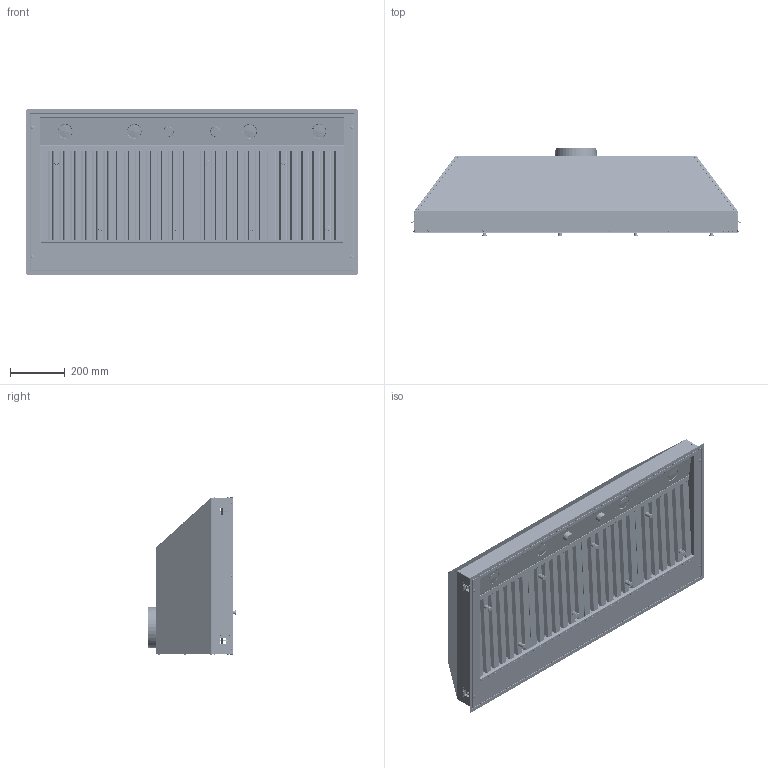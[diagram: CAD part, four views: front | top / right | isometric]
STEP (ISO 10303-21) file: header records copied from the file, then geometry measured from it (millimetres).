
FILE_DESCRIPTION((''),'2;1');
FILE_NAME('35B_738_ASM','2017-05-11T',('MN049'),(''),'PRO/ENGINEER BY PARAMETRIC TECHNOLOGY CORPORATION, 2014200','PRO/ENGINEER BY PARAMETRIC TECHNOLOGY CORPORATION, 2014200','');
FILE_SCHEMA(('CONFIG_CONTROL_DESIGN'));
Products named in the file (37): 35B_005; 35B_011; 35B_017; 35B_043; 35B_026; RVT_003; 35B_712_ASM; 35B_023; G05_042; 35B_704_ASM; 35B_728_ASM; CMM_029; CME_FARETTO_220V; 35B_799_ASM; 35B_791_ASM; 178_055; 178_056; 178_059; 178_053; 178_054; 178_702_ASM; 35B_057; SCR_011; 350_044; G05_011; G05_027; G05_026; CMM_030; G05_717_ASM; 35B_055; 35B_054; SCR_004; G05_004; A32_008; G05_712_ASM; 35B_718_ASM; 35B_738_ASM
Assembly tree (123 placements, depth 6):
  35B_738_ASM
    35B_718_ASM
      35B_712_ASM
        35B_005
        35B_011
        35B_017
        35B_043
        35B_026
        RVT_003  x44
      35B_791_ASM
        35B_728_ASM
          35B_704_ASM
            35B_023
            G05_042
        CMM_029  x2
        35B_799_ASM  x4
          CME_FARETTO_220V
      178_702_ASM  x4
        178_055
        178_056
        178_059
        178_053
        178_054
      35B_057
      SCR_011  x16
      350_044  x4
      G05_011
      G05_717_ASM  x4
        G05_027
        G05_026
        CMM_030
      35B_055  x2
      35B_054  x2
      SCR_004  x10
      G05_712_ASM
        G05_004
        A32_008
    SCR_004  x4
Bounding box: 1208 x 320.35 x 601.24 mm (x, y, z)
Volume: 2255696.1 mm3; surface area: 6220743.2 mm2
Topology: 135 solids, 135 shells, 9380 faces, 23856 edges, 14862 vertices
Faces by surface type: plane 5571, cylinder 2672, cone 402, torus 356, bspline 231, sphere 148
Entity records: 133490 total; most frequent: CARTESIAN_POINT 38664, DIRECTION 20333, ORIENTED_EDGE 19150, EDGE_CURVE 9575, AXIS2_PLACEMENT_3D 7355, VERTEX_POINT 5966, VECTOR 5623, LINE 5623
